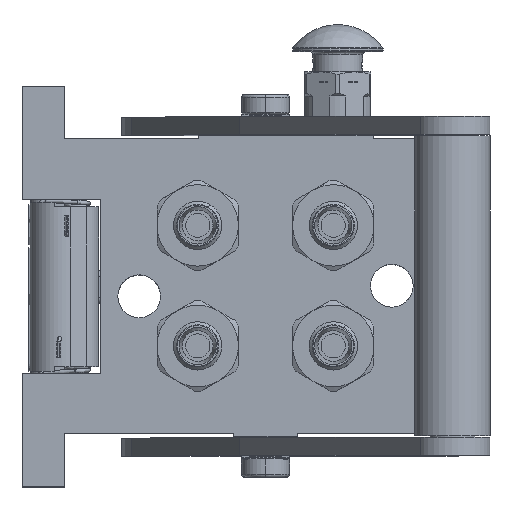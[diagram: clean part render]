
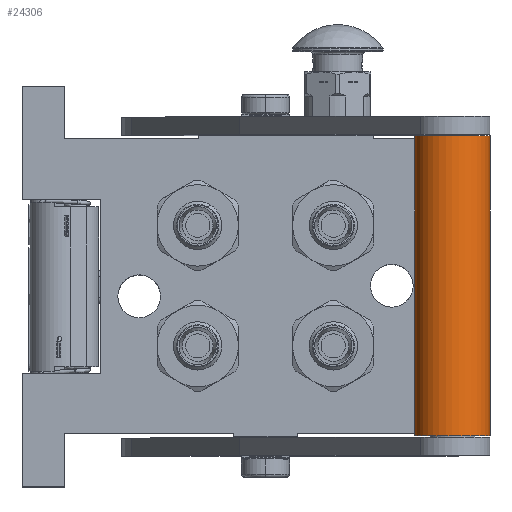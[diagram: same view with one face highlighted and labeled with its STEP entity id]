
A CAD part, top view. The second image highlights one B-rep face of the part: STEP entity #24306.
In plain terms, the highlighted cylindrical face has radius 12.5 mm (diameter 25 mm), a partial arc.
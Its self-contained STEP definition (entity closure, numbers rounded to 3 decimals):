
#10368 = DIRECTION ( 'NONE',  ( -1., 0., 0. ) ) ;
#17433 = DIRECTION ( 'NONE',  ( 0., 0., -1. ) ) ;
#19272 = LINE ( 'NONE', #98392, #61714 ) ;
#21223 = CIRCLE ( 'NONE', #112998, 12.5 ) ;
#21500 = CYLINDRICAL_SURFACE ( 'NONE', #23787, 12.5 ) ;
#21815 = EDGE_CURVE ( 'NONE', #51684, #71709, #19272, .T. ) ;
#22128 = ORIENTED_EDGE ( 'NONE', *, *, #32953, .F. ) ;
#23787 = AXIS2_PLACEMENT_3D ( 'NONE', #109769, #91023, #110146 ) ;
#24306 = ADVANCED_FACE ( 'NONE', ( #87139 ), #21500, .T. ) ;
#27705 = CARTESIAN_POINT ( 'NONE',  ( 4.5, 0., -12.5 ) ) ;
#27836 = VERTEX_POINT ( 'NONE', #67202 ) ;
#32953 = EDGE_CURVE ( 'NONE', #57238, #71709, #21223, .T. ) ;
#34788 = AXIS2_PLACEMENT_3D ( 'NONE', #88317, #89078, #80301 ) ;
#35118 = CARTESIAN_POINT ( 'NONE',  ( 4.5, 0., 12.5 ) ) ;
#46180 = ORIENTED_EDGE ( 'NONE', *, *, #101556, .F. ) ;
#46381 = DIRECTION ( 'NONE',  ( -1., 0., 0. ) ) ;
#51684 = VERTEX_POINT ( 'NONE', #88498 ) ;
#57238 = VERTEX_POINT ( 'NONE', #27705 ) ;
#59228 = VECTOR ( 'NONE', #10368, 1000. ) ;
#60309 = DIRECTION ( 'NONE',  ( -1., 0., 0. ) ) ;
#61714 = VECTOR ( 'NONE', #46381, 1000. ) ;
#66440 = ORIENTED_EDGE ( 'NONE', *, *, #21815, .T. ) ;
#66496 = EDGE_LOOP ( 'NONE', ( #112984, #66440, #22128, #46180 ) ) ;
#67202 = CARTESIAN_POINT ( 'NONE',  ( 104., 0., -12.5 ) ) ;
#71709 = VERTEX_POINT ( 'NONE', #35118 ) ;
#74897 = EDGE_CURVE ( 'NONE', #27836, #51684, #77931, .T. ) ;
#77931 = CIRCLE ( 'NONE', #34788, 12.5 ) ;
#80301 = DIRECTION ( 'NONE',  ( 0., 0., -1. ) ) ;
#86037 = CARTESIAN_POINT ( 'NONE',  ( 104., 0., -12.5 ) ) ;
#87139 = FACE_OUTER_BOUND ( 'NONE', #66496, .T. ) ;
#88317 = CARTESIAN_POINT ( 'NONE',  ( 104., 0., 0. ) ) ;
#88498 = CARTESIAN_POINT ( 'NONE',  ( 104., 0., 12.5 ) ) ;
#89078 = DIRECTION ( 'NONE',  ( -1., 0., 0. ) ) ;
#91023 = DIRECTION ( 'NONE',  ( -1., 0., 0. ) ) ;
#98392 = CARTESIAN_POINT ( 'NONE',  ( 104., 0., 12.5 ) ) ;
#101556 = EDGE_CURVE ( 'NONE', #27836, #57238, #102966, .T. ) ;
#102966 = LINE ( 'NONE', #86037, #59228 ) ;
#109769 = CARTESIAN_POINT ( 'NONE',  ( -5.425, 0., 0. ) ) ;
#110146 = DIRECTION ( 'NONE',  ( 0., 0., 1. ) ) ;
#112662 = CARTESIAN_POINT ( 'NONE',  ( 4.5, 0., 0. ) ) ;
#112984 = ORIENTED_EDGE ( 'NONE', *, *, #74897, .T. ) ;
#112998 = AXIS2_PLACEMENT_3D ( 'NONE', #112662, #60309, #17433 ) ;
